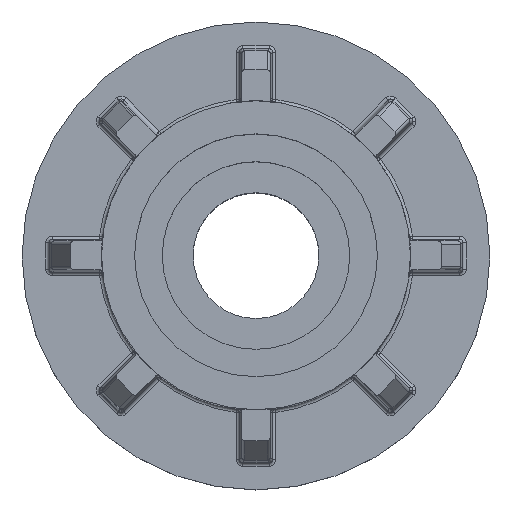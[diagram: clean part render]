
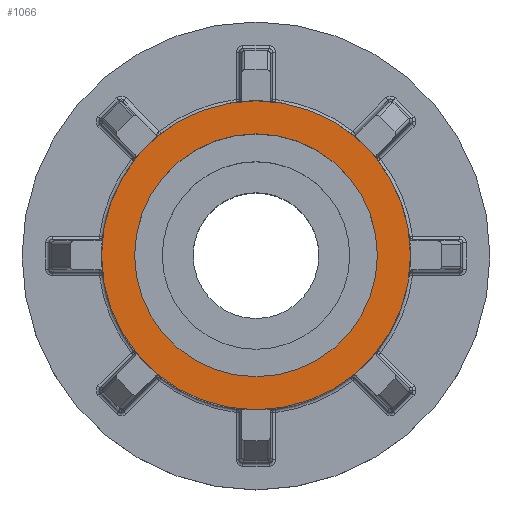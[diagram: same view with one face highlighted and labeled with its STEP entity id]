
A CAD part, top view. The second image highlights one B-rep face of the part: STEP entity #1066.
In plain terms, the highlighted planar face has unit normal (0, 0, 1).
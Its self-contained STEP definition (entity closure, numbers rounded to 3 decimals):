
#197 = FACE_OUTER_BOUND ( 'NONE', #1771, .T. ) ;
#296 = EDGE_CURVE ( 'NONE', #6081, #7227, #8156, .T. ) ;
#574 = CARTESIAN_POINT ( 'NONE',  ( 0., 0., 43. ) ) ;
#711 = ORIENTED_EDGE ( 'NONE', *, *, #6718, .F. ) ;
#901 = AXIS2_PLACEMENT_3D ( 'NONE', #8969, #6850, #2406 ) ;
#1066 = ADVANCED_FACE ( 'NONE', ( #2177, #197 ), #6098, .T. ) ;
#1078 = DIRECTION ( 'NONE',  ( 0., 0., 1. ) ) ;
#1230 = EDGE_LOOP ( 'NONE', ( #711, #2702 ) ) ;
#1312 = DIRECTION ( 'NONE',  ( 1., 0., 0. ) ) ;
#1771 = EDGE_LOOP ( 'NONE', ( #4676, #2931 ) ) ;
#2087 = DIRECTION ( 'NONE',  ( 0., 0., 1. ) ) ;
#2177 = FACE_BOUND ( 'NONE', #1230, .T. ) ;
#2406 = DIRECTION ( 'NONE',  ( 1., 0., 0. ) ) ;
#2702 = ORIENTED_EDGE ( 'NONE', *, *, #7811, .F. ) ;
#2915 = EDGE_CURVE ( 'NONE', #7227, #6081, #3184, .T. ) ;
#2931 = ORIENTED_EDGE ( 'NONE', *, *, #2915, .T. ) ;
#2985 = CARTESIAN_POINT ( 'NONE',  ( 14., 0., 43. ) ) ;
#3184 = CIRCLE ( 'NONE', #7962, 14. ) ;
#3375 = DIRECTION ( 'NONE',  ( 0., 0., 1. ) ) ;
#3480 = VERTEX_POINT ( 'NONE', #4366 ) ;
#3833 = AXIS2_PLACEMENT_3D ( 'NONE', #5552, #1078, #6282 ) ;
#4344 = CIRCLE ( 'NONE', #3833, 11. ) ;
#4366 = CARTESIAN_POINT ( 'NONE',  ( -11., 0., 43. ) ) ;
#4676 = ORIENTED_EDGE ( 'NONE', *, *, #296, .T. ) ;
#4880 = AXIS2_PLACEMENT_3D ( 'NONE', #6540, #2087, #7291 ) ;
#5214 = CARTESIAN_POINT ( 'NONE',  ( -14., 0., 43. ) ) ;
#5486 = VERTEX_POINT ( 'NONE', #5589 ) ;
#5552 = CARTESIAN_POINT ( 'NONE',  ( 0., 0., 43. ) ) ;
#5589 = CARTESIAN_POINT ( 'NONE',  ( 11., 0., 43. ) ) ;
#5779 = DIRECTION ( 'NONE',  ( 0., 0., 1. ) ) ;
#6081 = VERTEX_POINT ( 'NONE', #5214 ) ;
#6098 = PLANE ( 'NONE',  #901 ) ;
#6230 = CIRCLE ( 'NONE', #4880, 11. ) ;
#6282 = DIRECTION ( 'NONE',  ( 1., 0., 0. ) ) ;
#6540 = CARTESIAN_POINT ( 'NONE',  ( 0., 0., 43. ) ) ;
#6718 = EDGE_CURVE ( 'NONE', #5486, #3480, #6230, .T. ) ;
#6850 = DIRECTION ( 'NONE',  ( 0., 0., 1. ) ) ;
#7227 = VERTEX_POINT ( 'NONE', #2985 ) ;
#7291 = DIRECTION ( 'NONE',  ( 1., 0., 0. ) ) ;
#7811 = EDGE_CURVE ( 'NONE', #3480, #5486, #4344, .T. ) ;
#7848 = CARTESIAN_POINT ( 'NONE',  ( 0., 0., 43. ) ) ;
#7962 = AXIS2_PLACEMENT_3D ( 'NONE', #574, #5779, #1312 ) ;
#8116 = AXIS2_PLACEMENT_3D ( 'NONE', #7848, #3375, #8554 ) ;
#8156 = CIRCLE ( 'NONE', #8116, 14. ) ;
#8554 = DIRECTION ( 'NONE',  ( 1., 0., 0. ) ) ;
#8969 = CARTESIAN_POINT ( 'NONE',  ( 0., 0., 43. ) ) ;
